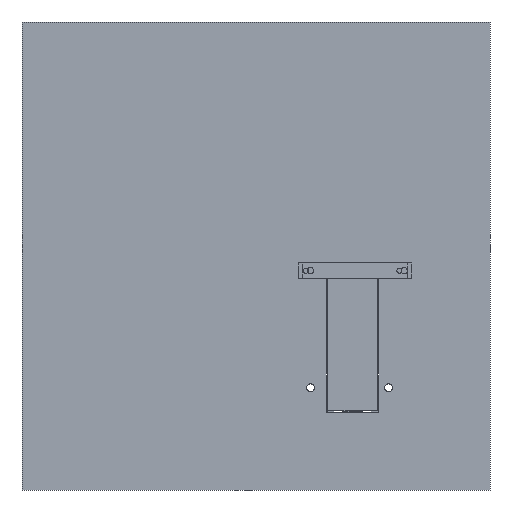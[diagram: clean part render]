
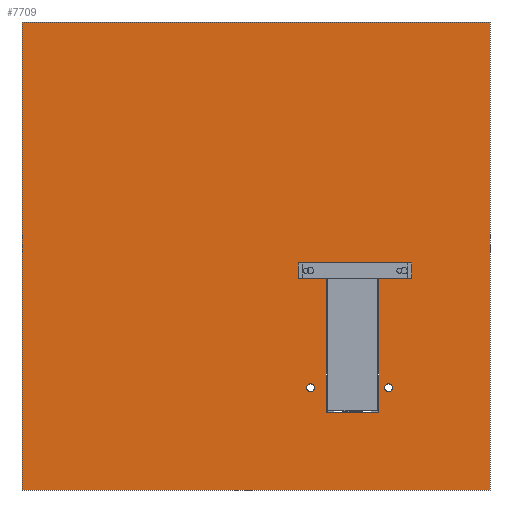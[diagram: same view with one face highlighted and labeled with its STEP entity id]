
A CAD part, front view. The second image highlights one B-rep face of the part: STEP entity #7709.
In plain terms, the highlighted planar face has unit normal (0, -1, 0).
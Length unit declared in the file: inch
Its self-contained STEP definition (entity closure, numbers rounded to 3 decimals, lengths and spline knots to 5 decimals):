
#622=CIRCLE('',#8445,0.125);
#623=CIRCLE('',#8446,0.125);
#624=CIRCLE('',#8447,0.125);
#625=CIRCLE('',#8448,0.125);
#992=FACE_BOUND('',#1500,.T.);
#993=FACE_BOUND('',#1501,.T.);
#994=FACE_BOUND('',#1502,.T.);
#995=FACE_BOUND('',#1503,.T.);
#996=FACE_BOUND('',#1504,.T.);
#1070=FACE_OUTER_BOUND('',#1499,.T.);
#1499=EDGE_LOOP('',(#5221,#5222,#5223,#5224));
#1500=EDGE_LOOP('',(#5225,#5226,#5227,#5228));
#1501=EDGE_LOOP('',(#5229));
#1502=EDGE_LOOP('',(#5230));
#1503=EDGE_LOOP('',(#5231));
#1504=EDGE_LOOP('',(#5232));
#2006=LINE('',#11577,#2691);
#2007=LINE('',#11579,#2692);
#2008=LINE('',#11581,#2693);
#2009=LINE('',#11582,#2694);
#2010=LINE('',#11585,#2695);
#2011=LINE('',#11587,#2696);
#2012=LINE('',#11589,#2697);
#2013=LINE('',#11590,#2698);
#2691=VECTOR('',#9264,15.);
#2692=VECTOR('',#9265,15.);
#2693=VECTOR('',#9266,15.);
#2694=VECTOR('',#9267,15.);
#2695=VECTOR('',#9268,1.68);
#2696=VECTOR('',#9269,4.78);
#2697=VECTOR('',#9270,1.68);
#2698=VECTOR('',#9271,4.78);
#3376=VERTEX_POINT('',#11575);
#3377=VERTEX_POINT('',#11576);
#3378=VERTEX_POINT('',#11578);
#3379=VERTEX_POINT('',#11580);
#3380=VERTEX_POINT('',#11583);
#3381=VERTEX_POINT('',#11584);
#3382=VERTEX_POINT('',#11586);
#3383=VERTEX_POINT('',#11588);
#3384=VERTEX_POINT('',#11591);
#3385=VERTEX_POINT('',#11593);
#3386=VERTEX_POINT('',#11595);
#3387=VERTEX_POINT('',#11597);
#4098=EDGE_CURVE('',#3376,#3377,#2006,.T.);
#4099=EDGE_CURVE('',#3378,#3376,#2007,.T.);
#4100=EDGE_CURVE('',#3379,#3378,#2008,.T.);
#4101=EDGE_CURVE('',#3377,#3379,#2009,.T.);
#4102=EDGE_CURVE('',#3380,#3381,#2010,.T.);
#4103=EDGE_CURVE('',#3381,#3382,#2011,.T.);
#4104=EDGE_CURVE('',#3382,#3383,#2012,.T.);
#4105=EDGE_CURVE('',#3383,#3380,#2013,.T.);
#4106=EDGE_CURVE('',#3384,#3384,#622,.T.);
#4107=EDGE_CURVE('',#3385,#3385,#623,.T.);
#4108=EDGE_CURVE('',#3386,#3386,#624,.T.);
#4109=EDGE_CURVE('',#3387,#3387,#625,.T.);
#5221=ORIENTED_EDGE('',*,*,#4098,.F.);
#5222=ORIENTED_EDGE('',*,*,#4099,.F.);
#5223=ORIENTED_EDGE('',*,*,#4100,.F.);
#5224=ORIENTED_EDGE('',*,*,#4101,.F.);
#5225=ORIENTED_EDGE('',*,*,#4102,.T.);
#5226=ORIENTED_EDGE('',*,*,#4103,.T.);
#5227=ORIENTED_EDGE('',*,*,#4104,.T.);
#5228=ORIENTED_EDGE('',*,*,#4105,.T.);
#5229=ORIENTED_EDGE('',*,*,#4106,.T.);
#5230=ORIENTED_EDGE('',*,*,#4107,.T.);
#5231=ORIENTED_EDGE('',*,*,#4108,.T.);
#5232=ORIENTED_EDGE('',*,*,#4109,.T.);
#7467=PLANE('',#8444);
#7709=ADVANCED_FACE('',(#1070,#992,#993,#994,#995,#996),#7467,.F.);
#8444=AXIS2_PLACEMENT_3D('',#11574,#9262,#9263);
#8445=AXIS2_PLACEMENT_3D('',#11592,#9272,#9273);
#8446=AXIS2_PLACEMENT_3D('',#11594,#9274,#9275);
#8447=AXIS2_PLACEMENT_3D('',#11596,#9276,#9277);
#8448=AXIS2_PLACEMENT_3D('',#11598,#9278,#9279);
#9262=DIRECTION('center_axis',(0.,1.,0.));
#9263=DIRECTION('ref_axis',(0.,0.,1.));
#9264=DIRECTION('',(1.,0.,0.));
#9265=DIRECTION('',(0.,0.,1.));
#9266=DIRECTION('',(-1.,0.,0.));
#9267=DIRECTION('',(0.,0.,-1.));
#9268=DIRECTION('',(1.,0.,0.));
#9269=DIRECTION('',(0.,0.,-1.));
#9270=DIRECTION('',(-1.,0.,0.));
#9271=DIRECTION('',(0.,0.,1.));
#9272=DIRECTION('center_axis',(0.,1.,0.));
#9273=DIRECTION('ref_axis',(1.,0.,0.));
#9274=DIRECTION('center_axis',(0.,1.,0.));
#9275=DIRECTION('ref_axis',(1.,0.,0.));
#9276=DIRECTION('center_axis',(0.,1.,0.));
#9277=DIRECTION('ref_axis',(1.,0.,0.));
#9278=DIRECTION('center_axis',(0.,1.,0.));
#9279=DIRECTION('ref_axis',(1.,0.,0.));
#11574=CARTESIAN_POINT('Origin',(0.,0.,0.));
#11575=CARTESIAN_POINT('',(0.,0.,0.));
#11576=CARTESIAN_POINT('',(15.,0.,0.));
#11577=CARTESIAN_POINT('',(0.,0.,0.));
#11578=CARTESIAN_POINT('',(0.,0.,-15.));
#11579=CARTESIAN_POINT('',(0.,0.,-15.));
#11580=CARTESIAN_POINT('',(15.,0.,-15.));
#11581=CARTESIAN_POINT('',(15.,0.,-15.));
#11582=CARTESIAN_POINT('',(15.,0.,0.));
#11583=CARTESIAN_POINT('',(9.7575,0.,-7.72111));
#11584=CARTESIAN_POINT('',(11.4375,0.,-7.72111));
#11585=CARTESIAN_POINT('',(9.7575,0.,-7.72111));
#11586=CARTESIAN_POINT('',(11.4375,0.,-12.50111));
#11587=CARTESIAN_POINT('',(11.4375,0.,-7.72111));
#11588=CARTESIAN_POINT('',(9.7575,0.,-12.50111));
#11589=CARTESIAN_POINT('',(11.4375,0.,-12.50111));
#11590=CARTESIAN_POINT('',(9.7575,0.,-12.50111));
#11591=CARTESIAN_POINT('',(9.2,0.,-7.84611));
#11592=CARTESIAN_POINT('Origin',(9.325,0.,-7.84611));
#11593=CARTESIAN_POINT('',(11.55,0.,-7.84611));
#11594=CARTESIAN_POINT('Origin',(11.675,0.,-7.84611));
#11595=CARTESIAN_POINT('',(9.125,0.,-11.72063));
#11596=CARTESIAN_POINT('Origin',(9.25,0.,-11.72063));
#11597=CARTESIAN_POINT('',(11.625,0.,-11.72063));
#11598=CARTESIAN_POINT('Origin',(11.75,0.,-11.72063));
